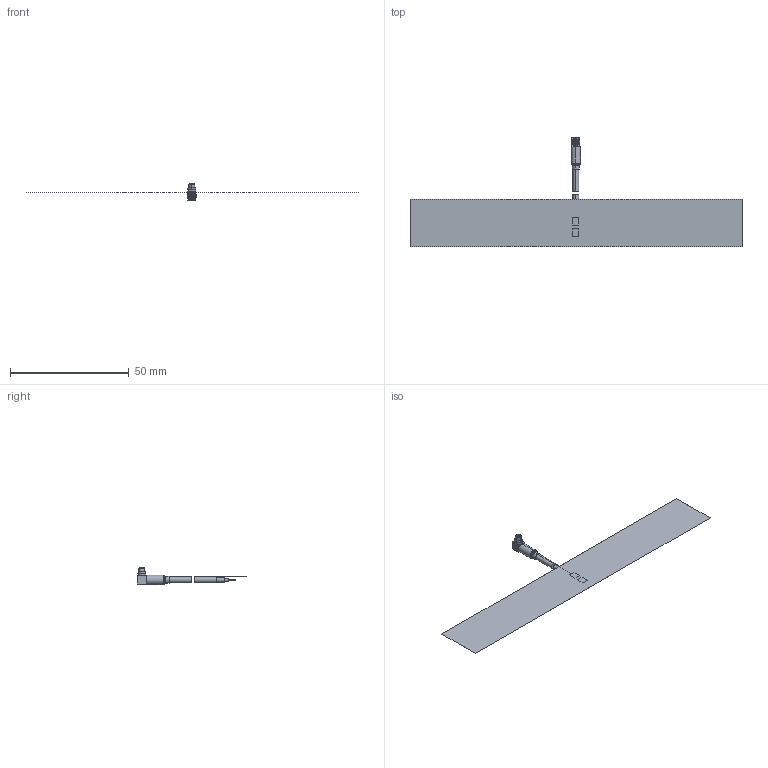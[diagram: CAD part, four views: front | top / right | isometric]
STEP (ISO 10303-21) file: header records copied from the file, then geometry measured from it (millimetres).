
FILE_DESCRIPTION((''),'2;1');
FILE_NAME('C-2108793-1','2020-06-23T03:08:55',('workeradm'),('TE Connectivity Ltd.'),'CREO PARAMETRIC BY PTC INC, 2019292','CREO PARAMETRIC BY PTC INC, 2019292','');
FILE_SCHEMA(('AUTOMOTIVE_DESIGN { 1 0 10303 214 1 1 1 1 }'));
Length unit declared in the file: millimetre
Products named in the file (1): C-2108793-1
Bounding box: 140 x 46.3 x 7.25 mm (x, y, z)
Volume: 318.6 mm3; surface area: 6034.5 mm2
Topology: 3 solids, 3 shells, 75 faces, 156 edges, 100 vertices
Faces by surface type: plane 41, cylinder 24, torus 6, cone 4
Entity records: 2180 total; most frequent: DIRECTION 378, CARTESIAN_POINT 330, ORIENTED_EDGE 308, EDGE_CURVE 154, AXIS2_PLACEMENT_3D 146, COLOUR_RGB 127, VERTEX_POINT 96, VECTOR 86
